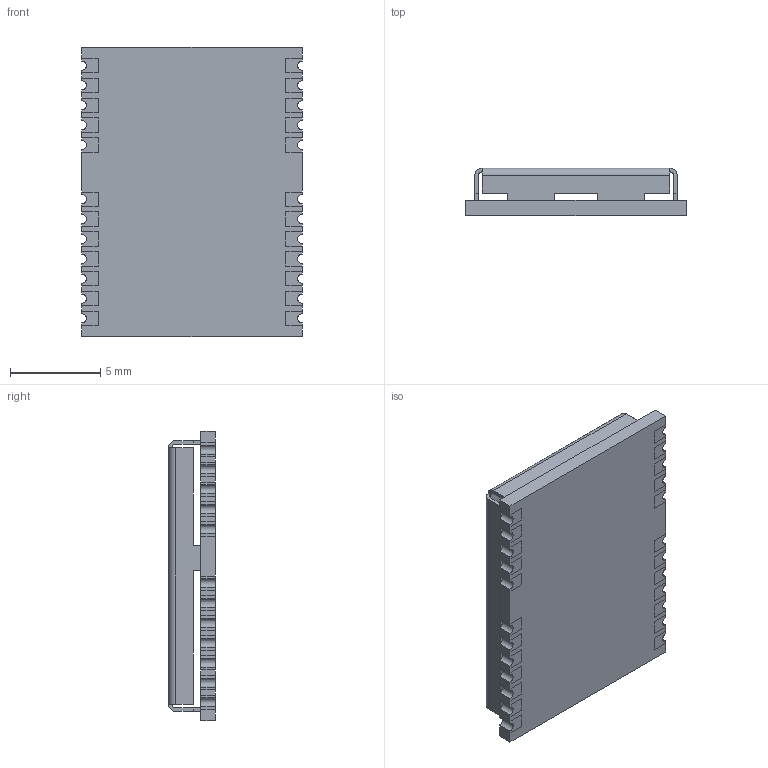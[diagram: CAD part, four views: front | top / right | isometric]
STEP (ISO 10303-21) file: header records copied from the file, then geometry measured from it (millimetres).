
FILE_DESCRIPTION (( 'STEP AP214' ), '1' );
FILE_NAME ('NEO-M9N.STEP', '2023-02-08T13:08:14', ( '' ), ( '' ), 'SwSTEP 2.0', 'SolidWorks 2017', '' );
FILE_SCHEMA (( 'AUTOMOTIVE_DESIGN' ));
Length unit declared in the file: millimetre
Products named in the file (2): NEO-M9N; NEO-M9N_NEO-M9N
Assembly tree (1 placements, depth 2):
  NEO-M9N
    NEO-M9N_NEO-M9N
Bounding box: 12.2 x 2.6 x 16 mm (x, y, z)
Volume: 203 mm3; surface area: 997.8 mm2
Topology: 26 solids, 26 shells, 444 faces, 1064 edges, 672 vertices
Faces by surface type: plane 364, cylinder 80
Entity records: 12903 total; most frequent: CARTESIAN_POINT 2184, ORIENTED_EDGE 2128, DIRECTION 2120, EDGE_CURVE 1064, LINE 904, VECTOR 904, VERTEX_POINT 672, AXIS2_PLACEMENT_3D 608
